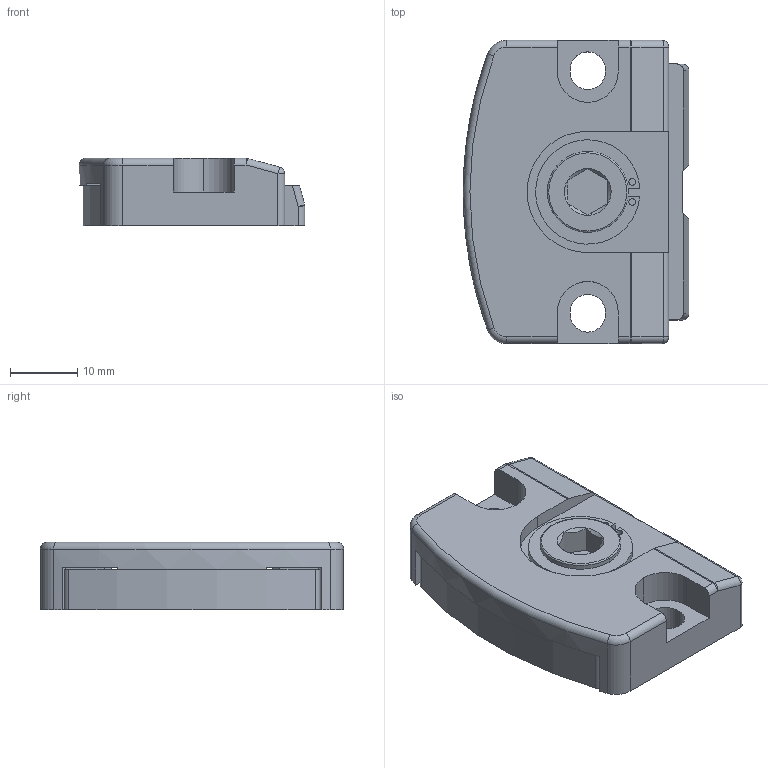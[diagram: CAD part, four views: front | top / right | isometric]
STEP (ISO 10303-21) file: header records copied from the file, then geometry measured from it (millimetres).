
FILE_DESCRIPTION (( 'STEP AP203' ), '1' );
FILE_NAME ('qlscl10nr.STEP', '2021-10-21T08:34:30', ( '' ), ( '' ), 'SwSTEP 2.0', 'SolidWorks 2020', '' );
FILE_SCHEMA (( 'CONFIG_CONTROL_DESIGN' ));
Length unit declared in the file: millimetre
Products named in the file (3): qlscl10nr; qlscl10nr_01; qlscl10nr_02
Assembly tree (2 placements, depth 2):
  qlscl10nr
    qlscl10nr_01
    qlscl10nr_02
Bounding box: 33.5 x 45 x 10 mm (x, y, z)
Volume: 11625.1 mm3; surface area: 7167.3 mm2
Topology: 2 solids, 2 shells, 143 faces, 373 edges, 234 vertices
Faces by surface type: plane 70, cylinder 56, cone 6, torus 5, sphere 4, bspline 2
Entity records: 4739 total; most frequent: CARTESIAN_POINT 875, DIRECTION 774, ORIENTED_EDGE 738, EDGE_CURVE 369, AXIS2_PLACEMENT_3D 273, VERTEX_POINT 234, LINE 228, VECTOR 228
